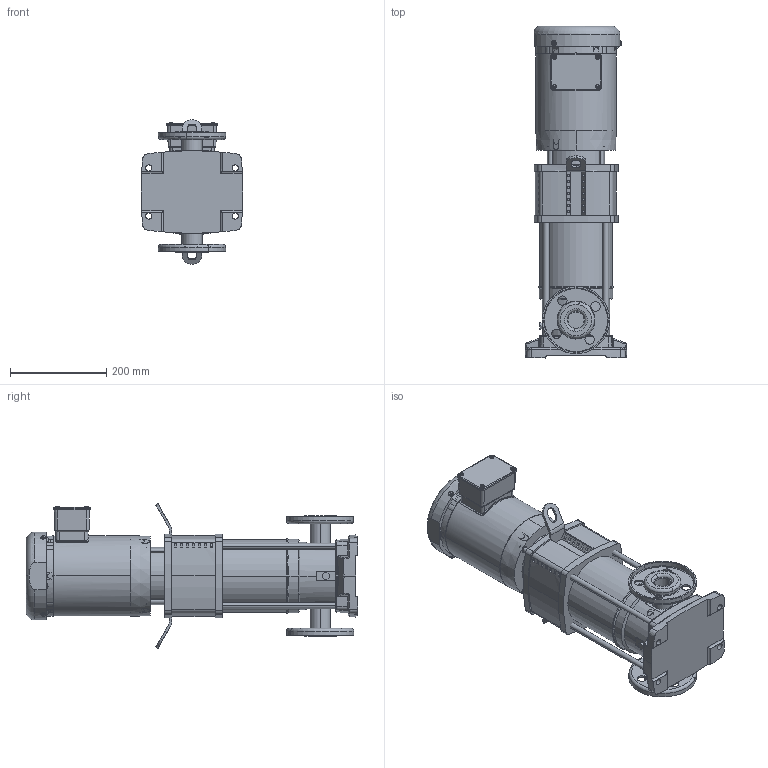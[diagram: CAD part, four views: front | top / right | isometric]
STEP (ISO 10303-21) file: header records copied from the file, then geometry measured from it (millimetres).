
FILE_DESCRIPTION (( 'STEP AP203' ), '1' );
FILE_NAME ('HELIX V20-03_575V.step', '2017-10-26T17:38:58', ( '' ), ( '' ), 'SwSTEP 2.0', 'SolidWorks 2017', '' );
FILE_SCHEMA (( 'CONFIG_CONTROL_DESIGN' ));
Length unit declared in the file: inch
Products named in the file (5): HELIX V20-03_575V; socket head cap screw_ai_HX-SHCS 0.375-16x1.75x1.25-N; HELIX V20-3_575V; Helix Base 10-30; ANSI Flange 1.25 IN
Assembly tree (8 placements, depth 2):
  HELIX V20-03_575V
    HELIX V20-3_575V
    ANSI Flange 1.25 IN  x2
    Helix Base 10-30
    socket head cap screw_ai_HX-SHCS 0.375-16x1.75x1.25-N  x4
Bounding box: 211.48 x 689.95 x 300 mm (x, y, z)
Volume: 13498193.3 mm3; surface area: 946528.2 mm2
Topology: 21 solids, 21 shells, 1181 faces, 2990 edges, 1906 vertices
Faces by surface type: plane 596, cylinder 257, cone 151, torus 95, sphere 48, bspline 34
Entity records: 36109 total; most frequent: CARTESIAN_POINT 9460, DIRECTION 5508, ORIENTED_EDGE 5404, EDGE_CURVE 2702, AXIS2_PLACEMENT_3D 2067, VERTEX_POINT 1741, VECTOR 1374, LINE 1374
